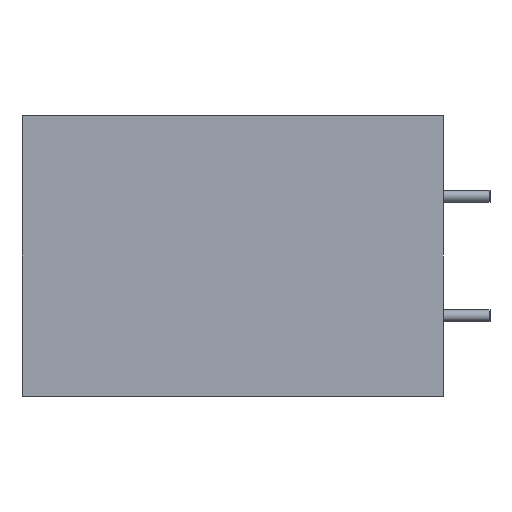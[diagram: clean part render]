
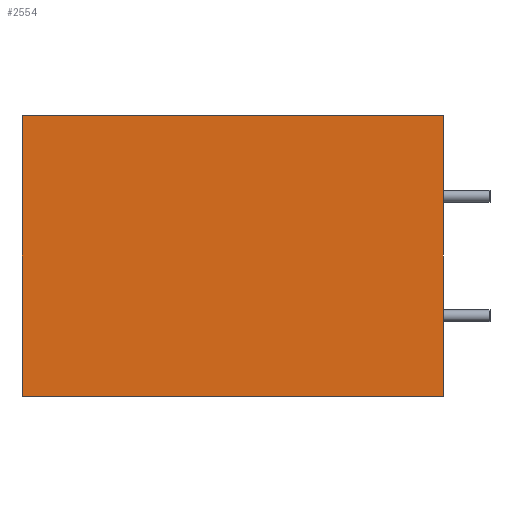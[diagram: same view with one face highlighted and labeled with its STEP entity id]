
A CAD part, left-side view. The second image highlights one B-rep face of the part: STEP entity #2554.
In plain terms, the highlighted planar face has unit normal (-1, 0, 0).
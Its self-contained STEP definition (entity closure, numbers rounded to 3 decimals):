
#291=ORIENTED_EDGE('',*,*,#758,.T.);
#292=ORIENTED_EDGE('',*,*,#777,.F.);
#293=ORIENTED_EDGE('',*,*,#753,.F.);
#294=ORIENTED_EDGE('',*,*,#778,.T.);
#753=EDGE_CURVE('',#1005,#1006,#1161,.T.);
#758=EDGE_CURVE('',#1011,#1010,#1166,.T.);
#777=EDGE_CURVE('',#1006,#1010,#1185,.T.);
#778=EDGE_CURVE('',#1005,#1011,#1186,.T.);
#1005=VERTEX_POINT('',#3530);
#1006=VERTEX_POINT('',#3532);
#1010=VERTEX_POINT('',#3541);
#1011=VERTEX_POINT('',#3543);
#1161=LINE('',#3531,#1328);
#1166=LINE('',#3542,#1333);
#1185=LINE('',#3579,#1352);
#1186=LINE('',#3580,#1353);
#1328=VECTOR('',#2894,1000.);
#1333=VECTOR('',#2901,1000.);
#1352=VECTOR('',#2926,1000.);
#1353=VECTOR('',#2927,1000.);
#1468=EDGE_LOOP('',(#291,#292,#293,#294));
#1599=FACE_BOUND('',#1468,.T.);
#1702=PLANE('',#2686);
#2554=ADVANCED_FACE('',(#1599),#1702,.F.);
#2686=AXIS2_PLACEMENT_3D('',#3578,#2924,#2925);
#2894=DIRECTION('',(0.,-1.,0.));
#2901=DIRECTION('',(0.,-1.,0.));
#2924=DIRECTION('',(1.,0.,0.));
#2925=DIRECTION('',(0.,0.,-1.));
#2926=DIRECTION('',(0.,0.,-1.));
#2927=DIRECTION('',(0.,0.,-1.));
#3530=CARTESIAN_POINT('',(-21.,18.,12.));
#3531=CARTESIAN_POINT('',(-21.,18.,12.));
#3532=CARTESIAN_POINT('',(-21.,-18.,12.));
#3541=CARTESIAN_POINT('',(-21.,-18.,-12.));
#3542=CARTESIAN_POINT('',(-21.,18.,-12.));
#3543=CARTESIAN_POINT('',(-21.,18.,-12.));
#3578=CARTESIAN_POINT('',(-21.,18.,12.));
#3579=CARTESIAN_POINT('',(-21.,-18.,12.));
#3580=CARTESIAN_POINT('',(-21.,18.,12.));
